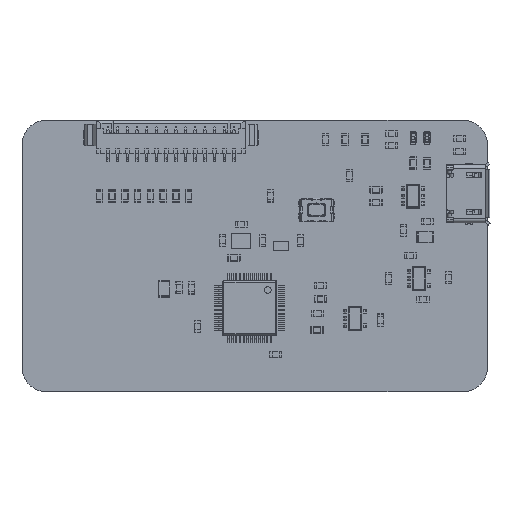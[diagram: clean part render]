
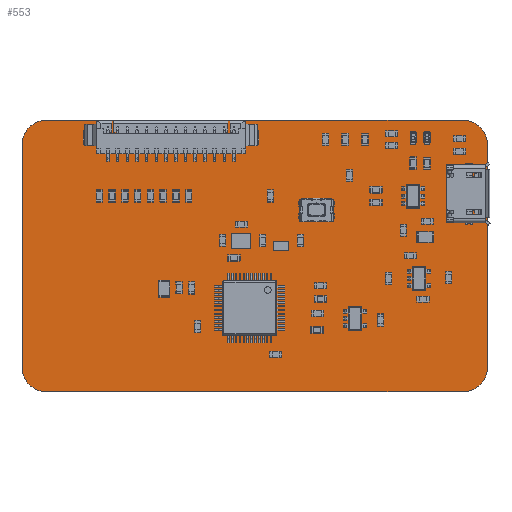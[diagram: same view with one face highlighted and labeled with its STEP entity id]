
A CAD part, top view. The second image highlights one B-rep face of the part: STEP entity #553.
In plain terms, the highlighted planar face has unit normal (0, 0, 1).
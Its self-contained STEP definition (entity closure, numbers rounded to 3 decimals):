
#288 = VERTEX_POINT('',#289);
#289 = CARTESIAN_POINT('',(0.,3.116,0.411));
#295 = EDGE_CURVE('',#288,#296,#298,.T.);
#296 = VERTEX_POINT('',#297);
#297 = CARTESIAN_POINT('',(0.,31.866,0.411)
  );
#298 = LINE('',#299,#300);
#299 = CARTESIAN_POINT('',(0.,3.116,0.411));
#300 = VECTOR('',#301,1.);
#301 = DIRECTION('',(0.,1.,0.));
#326 = EDGE_CURVE('',#296,#327,#329,.T.);
#327 = VERTEX_POINT('',#328);
#328 = CARTESIAN_POINT('',(3.125,34.991,0.411));
#329 = CIRCLE('',#330,3.148);
#330 = AXIS2_PLACEMENT_3D('',#331,#332,#333);
#331 = CARTESIAN_POINT('',(3.148,31.843,0.411));
#332 = DIRECTION('',(0.,0.,-1.));
#333 = DIRECTION('',(-1.,0.007,0.));
#359 = EDGE_CURVE('',#327,#360,#362,.T.);
#360 = VERTEX_POINT('',#361);
#361 = CARTESIAN_POINT('',(56.875,34.991,0.411));
#362 = LINE('',#363,#364);
#363 = CARTESIAN_POINT('',(3.125,34.991,0.411));
#364 = VECTOR('',#365,1.);
#365 = DIRECTION('',(1.,0.,0.));
#390 = EDGE_CURVE('',#360,#391,#393,.T.);
#391 = VERTEX_POINT('',#392);
#392 = CARTESIAN_POINT('',(60.,31.866,0.411));
#393 = CIRCLE('',#394,3.148);
#394 = AXIS2_PLACEMENT_3D('',#395,#396,#397);
#395 = CARTESIAN_POINT('',(56.852,31.843,0.411));
#396 = DIRECTION('',(0.,0.,-1.));
#397 = DIRECTION('',(0.007,1.,0.));
#423 = EDGE_CURVE('',#391,#424,#426,.T.);
#424 = VERTEX_POINT('',#425);
#425 = CARTESIAN_POINT('',(60.,3.116,0.411));
#426 = LINE('',#427,#428);
#427 = CARTESIAN_POINT('',(60.,31.866,0.411));
#428 = VECTOR('',#429,1.);
#429 = DIRECTION('',(0.,-1.,0.));
#454 = EDGE_CURVE('',#424,#455,#457,.T.);
#455 = VERTEX_POINT('',#456);
#456 = CARTESIAN_POINT('',(56.875,-0.009,0.411));
#457 = CIRCLE('',#458,3.148);
#458 = AXIS2_PLACEMENT_3D('',#459,#460,#461);
#459 = CARTESIAN_POINT('',(56.852,3.139,0.411));
#460 = DIRECTION('',(0.,0.,-1.));
#461 = DIRECTION('',(1.,-0.007,0.));
#487 = EDGE_CURVE('',#455,#488,#490,.T.);
#488 = VERTEX_POINT('',#489);
#489 = CARTESIAN_POINT('',(3.125,-0.009,0.411));
#490 = LINE('',#491,#492);
#491 = CARTESIAN_POINT('',(56.875,-0.009,0.411));
#492 = VECTOR('',#493,1.);
#493 = DIRECTION('',(-1.,0.,0.));
#518 = EDGE_CURVE('',#488,#288,#519,.T.);
#519 = CIRCLE('',#520,3.148);
#520 = AXIS2_PLACEMENT_3D('',#521,#522,#523);
#521 = CARTESIAN_POINT('',(3.148,3.139,0.411));
#522 = DIRECTION('',(0.,0.,-1.));
#523 = DIRECTION('',(-0.007,-1.,0.));
#553 = ADVANCED_FACE('',(#554),#564,.T.);
#554 = FACE_BOUND('',#555,.F.);
#555 = EDGE_LOOP('',(#556,#557,#558,#559,#560,#561,#562,#563));
#556 = ORIENTED_EDGE('',*,*,#295,.T.);
#557 = ORIENTED_EDGE('',*,*,#326,.T.);
#558 = ORIENTED_EDGE('',*,*,#359,.T.);
#559 = ORIENTED_EDGE('',*,*,#390,.T.);
#560 = ORIENTED_EDGE('',*,*,#423,.T.);
#561 = ORIENTED_EDGE('',*,*,#454,.T.);
#562 = ORIENTED_EDGE('',*,*,#487,.T.);
#563 = ORIENTED_EDGE('',*,*,#518,.T.);
#564 = PLANE('',#565);
#565 = AXIS2_PLACEMENT_3D('',#566,#567,#568);
#566 = CARTESIAN_POINT('',(0.,3.116,0.411));
#567 = DIRECTION('',(0.,0.,1.));
#568 = DIRECTION('',(1.,0.,0.));
